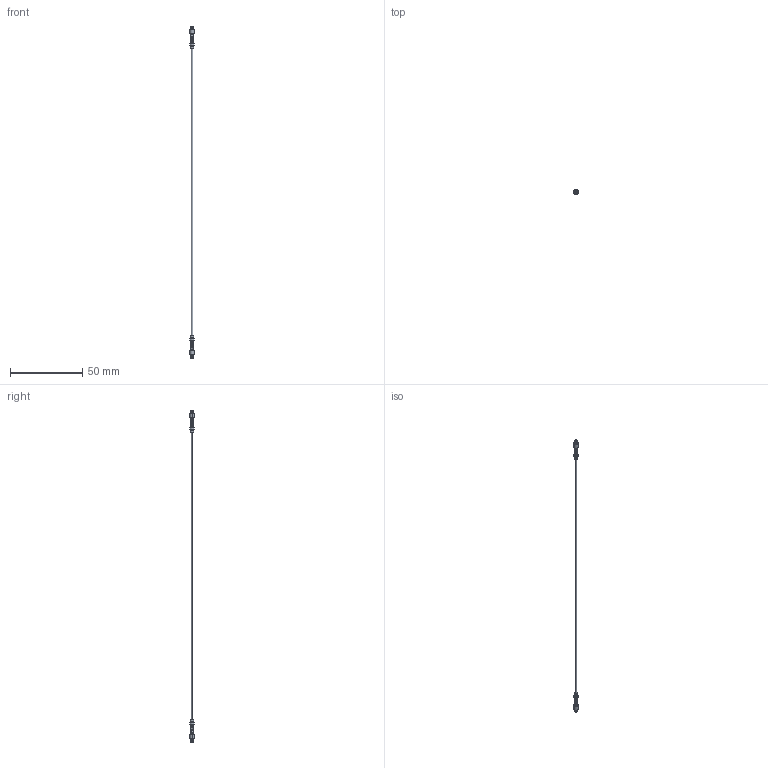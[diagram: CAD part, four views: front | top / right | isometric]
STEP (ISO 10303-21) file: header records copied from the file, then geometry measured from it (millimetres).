
FILE_DESCRIPTION (( 'STEP AP214' ), '1' );
FILE_NAME ('FMCA100369_3D.step', '2025-08-08T16:27:18', ( '' ), ( '' ), 'SwSTEP 2.0', 'SolidWorks 2022', '' );
FILE_SCHEMA (( 'AUTOMOTIVE_DESIGN' ));
Length unit declared in the file: inch
Products named in the file (7): SMPS Female VITA 67.3 Backplane Contact for .047 Cable(002-SD3H0N-NS).stp; SMPS Female VITA 67.3 Backplane Contact for .047 Cable(002-SD3H0N-NS)2.stp; FMCA100369_3D; SMPS Female VITA 67.3 Backplane Contact for .047 Cable(002-SD3H0N-NS)3.stp; FM-SR047CU-COIL_no label; FMCN49829; SMPS Female VITA 67.3 Backplane Contact for .047 Cable(002-SD3H0N-NS)1.stp
Assembly tree (7 placements, depth 4):
  FMCA100369_3D
    FM-SR047CU-COIL_no label
    FMCN49829  x2
      SMPS Female VITA 67.3 Backplane Contact for .047 Cable(002-SD3H0N-NS).stp
        SMPS Female VITA 67.3 Backplane Contact for .047 Cable(002-SD3H0N-NS)1.stp
        SMPS Female VITA 67.3 Backplane Contact for .047 Cable(002-SD3H0N-NS)2.stp
        SMPS Female VITA 67.3 Backplane Contact for .047 Cable(002-SD3H0N-NS)3.stp
Bounding box: 3.3 x 3.3 x 230.22 mm (x, y, z)
Volume: 332.9 mm3; surface area: 1316.2 mm2
Topology: 7 solids, 9 shells, 320 faces, 816 edges, 532 vertices
Faces by surface type: plane 114, cylinder 96, cone 54, torus 36, bspline 20
Entity records: 9893 total; most frequent: CARTESIAN_POINT 5415, ORIENTED_EDGE 822, DIRECTION 801, EDGE_CURVE 411, AXIS2_PLACEMENT_3D 326, VERTEX_POINT 268, EDGE_LOOP 171, CIRCLE 162
